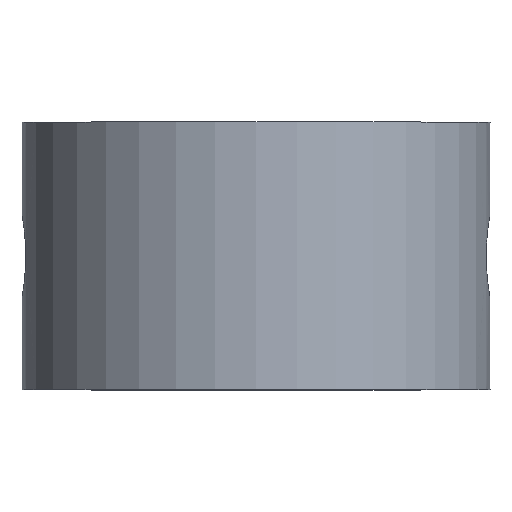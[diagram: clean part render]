
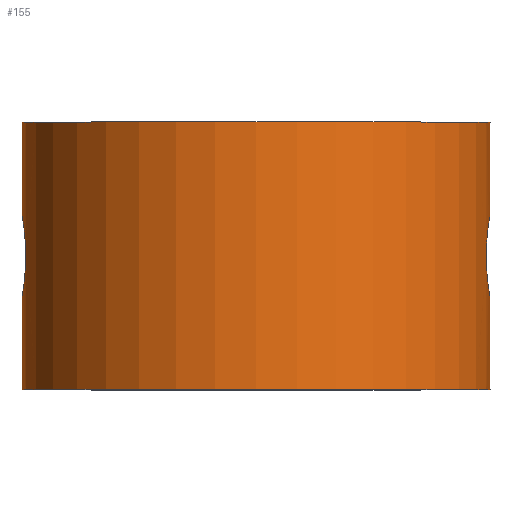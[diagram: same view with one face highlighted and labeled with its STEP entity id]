
A CAD part, top view. The second image highlights one B-rep face of the part: STEP entity #155.
In plain terms, the highlighted cylindrical face has radius 17.5 mm (diameter 35 mm), a full revolution.
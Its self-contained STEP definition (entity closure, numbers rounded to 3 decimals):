
#17=FACE_BOUND('',#38,.T.);
#19=CIRCLE('',#174,17.5);
#22=CIRCLE('',#179,17.5);
#29=FACE_OUTER_BOUND('',#37,.T.);
#37=EDGE_LOOP('',(#133,#134,#135,#136,#137,#138,#139,#140,#141,#142));
#38=EDGE_LOOP('',(#143,#144));
#45=LINE('',#391,#51);
#46=LINE('',#392,#52);
#51=VECTOR('',#205,17.5);
#52=VECTOR('',#206,17.5);
#53=B_SPLINE_CURVE_WITH_KNOTS('',3,(#213,#214,#215,#216,#217,#218,#219,
#220,#221,#222),.UNSPECIFIED.,.F.,.F.,(4,2,2,2,4),(0.,0.117,
0.234,0.351,0.468),.UNSPECIFIED.);
#54=B_SPLINE_CURVE_WITH_KNOTS('',3,(#224,#225,#226,#227,#228,#229,#230,
#231,#232,#233),.UNSPECIFIED.,.F.,.F.,(4,2,2,2,4),(1.404,1.522,
1.639,1.756,1.873),.UNSPECIFIED.);
#55=B_SPLINE_CURVE_WITH_KNOTS('',3,(#235,#236,#237,#238,#239,#240,#241,
#242,#243,#244),.UNSPECIFIED.,.F.,.F.,(4,2,2,2,4),(0.936,1.053,
1.17,1.287,1.404),.UNSPECIFIED.);
#60=B_SPLINE_CURVE_WITH_KNOTS('',3,(#290,#291,#292,#293,#294,#295,#296,
#297,#298,#299),.UNSPECIFIED.,.F.,.F.,(4,2,2,2,4),(0.468,0.585,
0.702,0.819,0.936),.UNSPECIFIED.);
#63=B_SPLINE_CURVE_WITH_KNOTS('',3,(#342,#343,#344,#345,#346,#347,#348,
#349,#350,#351,#352,#353,#354,#355,#356,#357,#358,#359),.UNSPECIFIED.,.F.,
 .F.,(4,2,2,2,2,2,2,2,4),(0.,0.117,0.234,0.351,
0.468,0.585,0.702,0.819,
0.936),.UNSPECIFIED.);
#64=B_SPLINE_CURVE_WITH_KNOTS('',3,(#360,#361,#362,#363,#364,#365,#366,
#367,#368,#369,#370,#371,#372,#373,#374,#375,#376,#377),.UNSPECIFIED.,.F.,
 .F.,(4,2,2,2,2,2,2,2,4),(0.936,1.053,1.17,
1.287,1.404,1.522,1.639,1.756,
1.873),.UNSPECIFIED.);
#65=VERTEX_POINT('',#211);
#66=VERTEX_POINT('',#212);
#67=VERTEX_POINT('',#223);
#68=VERTEX_POINT('',#234);
#75=VERTEX_POINT('',#339);
#76=VERTEX_POINT('',#341);
#77=VERTEX_POINT('',#379);
#80=VERTEX_POINT('',#389);
#81=EDGE_CURVE('',#65,#66,#53,.T.);
#82=EDGE_CURVE('',#67,#65,#54,.T.);
#83=EDGE_CURVE('',#68,#67,#55,.T.);
#89=EDGE_CURVE('',#66,#68,#60,.T.);
#93=EDGE_CURVE('',#76,#75,#63,.T.);
#94=EDGE_CURVE('',#75,#76,#64,.T.);
#95=EDGE_CURVE('',#77,#77,#19,.T.);
#100=EDGE_CURVE('',#80,#80,#22,.T.);
#101=EDGE_CURVE('',#80,#66,#45,.T.);
#102=EDGE_CURVE('',#67,#77,#46,.T.);
#133=ORIENTED_EDGE('',*,*,#100,.F.);
#134=ORIENTED_EDGE('',*,*,#101,.T.);
#135=ORIENTED_EDGE('',*,*,#89,.T.);
#136=ORIENTED_EDGE('',*,*,#83,.T.);
#137=ORIENTED_EDGE('',*,*,#102,.T.);
#138=ORIENTED_EDGE('',*,*,#95,.F.);
#139=ORIENTED_EDGE('',*,*,#102,.F.);
#140=ORIENTED_EDGE('',*,*,#82,.T.);
#141=ORIENTED_EDGE('',*,*,#81,.T.);
#142=ORIENTED_EDGE('',*,*,#101,.F.);
#143=ORIENTED_EDGE('',*,*,#93,.T.);
#144=ORIENTED_EDGE('',*,*,#94,.T.);
#150=CYLINDRICAL_SURFACE('',#178,17.5);
#155=ADVANCED_FACE('',(#29,#17),#150,.T.);
#174=AXIS2_PLACEMENT_3D('',#380,#191,#192);
#178=AXIS2_PLACEMENT_3D('',#388,#201,#202);
#179=AXIS2_PLACEMENT_3D('',#390,#203,#204);
#191=DIRECTION('center_axis',(0.,-1.,0.));
#192=DIRECTION('ref_axis',(1.,0.,0.));
#201=DIRECTION('center_axis',(0.,1.,0.));
#202=DIRECTION('ref_axis',(1.,0.,0.));
#203=DIRECTION('center_axis',(0.,1.,0.));
#204=DIRECTION('ref_axis',(1.,0.,0.));
#205=DIRECTION('',(0.,-1.,0.));
#206=DIRECTION('',(0.,-1.,0.));
#211=CARTESIAN_POINT('',(-17.223,-17.5,-3.1));
#212=CARTESIAN_POINT('',(-17.5,-14.4,0.));
#213=CARTESIAN_POINT('Ctrl Pts',(-17.223,-17.5,-3.1));
#214=CARTESIAN_POINT('Ctrl Pts',(-17.223,-17.11,-3.1));
#215=CARTESIAN_POINT('Ctrl Pts',(-17.238,-16.694,-3.022));
#216=CARTESIAN_POINT('Ctrl Pts',(-17.29,-15.931,-2.705));
#217=CARTESIAN_POINT('Ctrl Pts',(-17.327,-15.583,-2.467));
#218=CARTESIAN_POINT('Ctrl Pts',(-17.397,-15.033,-1.917));
#219=CARTESIAN_POINT('Ctrl Pts',(-17.434,-14.795,-1.569));
#220=CARTESIAN_POINT('Ctrl Pts',(-17.486,-14.478,-0.806));
#221=CARTESIAN_POINT('Ctrl Pts',(-17.5,-14.4,-0.39));
#222=CARTESIAN_POINT('Ctrl Pts',(-17.5,-14.4,0.));
#223=CARTESIAN_POINT('',(-17.5,-20.6,0.));
#224=CARTESIAN_POINT('Ctrl Pts',(-17.5,-20.6,0.));
#225=CARTESIAN_POINT('Ctrl Pts',(-17.5,-20.6,-0.39));
#226=CARTESIAN_POINT('Ctrl Pts',(-17.486,-20.522,-0.806));
#227=CARTESIAN_POINT('Ctrl Pts',(-17.434,-20.205,-1.569));
#228=CARTESIAN_POINT('Ctrl Pts',(-17.397,-19.967,-1.917));
#229=CARTESIAN_POINT('Ctrl Pts',(-17.327,-19.417,-2.467));
#230=CARTESIAN_POINT('Ctrl Pts',(-17.29,-19.069,-2.705));
#231=CARTESIAN_POINT('Ctrl Pts',(-17.238,-18.306,-3.022));
#232=CARTESIAN_POINT('Ctrl Pts',(-17.223,-17.89,-3.1));
#233=CARTESIAN_POINT('Ctrl Pts',(-17.223,-17.5,-3.1));
#234=CARTESIAN_POINT('',(-17.223,-17.5,3.1));
#235=CARTESIAN_POINT('Ctrl Pts',(-17.223,-17.5,3.1));
#236=CARTESIAN_POINT('Ctrl Pts',(-17.223,-17.89,3.1));
#237=CARTESIAN_POINT('Ctrl Pts',(-17.238,-18.306,3.022));
#238=CARTESIAN_POINT('Ctrl Pts',(-17.29,-19.069,2.705));
#239=CARTESIAN_POINT('Ctrl Pts',(-17.327,-19.417,2.467));
#240=CARTESIAN_POINT('Ctrl Pts',(-17.397,-19.967,1.917));
#241=CARTESIAN_POINT('Ctrl Pts',(-17.434,-20.205,1.569));
#242=CARTESIAN_POINT('Ctrl Pts',(-17.486,-20.522,0.806));
#243=CARTESIAN_POINT('Ctrl Pts',(-17.5,-20.6,0.39));
#244=CARTESIAN_POINT('Ctrl Pts',(-17.5,-20.6,0.));
#290=CARTESIAN_POINT('Ctrl Pts',(-17.5,-14.4,0.));
#291=CARTESIAN_POINT('Ctrl Pts',(-17.5,-14.4,0.39));
#292=CARTESIAN_POINT('Ctrl Pts',(-17.486,-14.478,0.806));
#293=CARTESIAN_POINT('Ctrl Pts',(-17.434,-14.795,1.569));
#294=CARTESIAN_POINT('Ctrl Pts',(-17.397,-15.033,1.917));
#295=CARTESIAN_POINT('Ctrl Pts',(-17.327,-15.583,2.467));
#296=CARTESIAN_POINT('Ctrl Pts',(-17.29,-15.931,2.705));
#297=CARTESIAN_POINT('Ctrl Pts',(-17.238,-16.694,3.022));
#298=CARTESIAN_POINT('Ctrl Pts',(-17.223,-17.11,3.1));
#299=CARTESIAN_POINT('Ctrl Pts',(-17.223,-17.5,3.1));
#339=CARTESIAN_POINT('',(17.223,-17.5,3.1));
#341=CARTESIAN_POINT('',(17.223,-17.5,-3.1));
#342=CARTESIAN_POINT('Ctrl Pts',(17.223,-17.5,-3.1));
#343=CARTESIAN_POINT('Ctrl Pts',(17.223,-17.89,-3.1));
#344=CARTESIAN_POINT('Ctrl Pts',(17.238,-18.306,-3.022));
#345=CARTESIAN_POINT('Ctrl Pts',(17.29,-19.069,-2.705));
#346=CARTESIAN_POINT('Ctrl Pts',(17.327,-19.417,-2.467));
#347=CARTESIAN_POINT('Ctrl Pts',(17.397,-19.967,-1.917));
#348=CARTESIAN_POINT('Ctrl Pts',(17.434,-20.205,-1.569));
#349=CARTESIAN_POINT('Ctrl Pts',(17.486,-20.522,-0.806));
#350=CARTESIAN_POINT('Ctrl Pts',(17.5,-20.6,-0.39));
#351=CARTESIAN_POINT('Ctrl Pts',(17.5,-20.6,0.39));
#352=CARTESIAN_POINT('Ctrl Pts',(17.486,-20.522,0.806));
#353=CARTESIAN_POINT('Ctrl Pts',(17.434,-20.205,1.569));
#354=CARTESIAN_POINT('Ctrl Pts',(17.397,-19.967,1.917));
#355=CARTESIAN_POINT('Ctrl Pts',(17.327,-19.417,2.467));
#356=CARTESIAN_POINT('Ctrl Pts',(17.29,-19.069,2.705));
#357=CARTESIAN_POINT('Ctrl Pts',(17.238,-18.306,3.022));
#358=CARTESIAN_POINT('Ctrl Pts',(17.223,-17.89,3.1));
#359=CARTESIAN_POINT('Ctrl Pts',(17.223,-17.5,3.1));
#360=CARTESIAN_POINT('Ctrl Pts',(17.223,-17.5,3.1));
#361=CARTESIAN_POINT('Ctrl Pts',(17.223,-17.11,3.1));
#362=CARTESIAN_POINT('Ctrl Pts',(17.238,-16.694,3.022));
#363=CARTESIAN_POINT('Ctrl Pts',(17.29,-15.931,2.705));
#364=CARTESIAN_POINT('Ctrl Pts',(17.327,-15.583,2.467));
#365=CARTESIAN_POINT('Ctrl Pts',(17.397,-15.033,1.917));
#366=CARTESIAN_POINT('Ctrl Pts',(17.434,-14.795,1.569));
#367=CARTESIAN_POINT('Ctrl Pts',(17.486,-14.478,0.806));
#368=CARTESIAN_POINT('Ctrl Pts',(17.5,-14.4,0.39));
#369=CARTESIAN_POINT('Ctrl Pts',(17.5,-14.4,-0.39));
#370=CARTESIAN_POINT('Ctrl Pts',(17.486,-14.478,-0.806));
#371=CARTESIAN_POINT('Ctrl Pts',(17.434,-14.795,-1.569));
#372=CARTESIAN_POINT('Ctrl Pts',(17.397,-15.033,-1.917));
#373=CARTESIAN_POINT('Ctrl Pts',(17.327,-15.583,-2.467));
#374=CARTESIAN_POINT('Ctrl Pts',(17.29,-15.931,-2.705));
#375=CARTESIAN_POINT('Ctrl Pts',(17.238,-16.694,-3.022));
#376=CARTESIAN_POINT('Ctrl Pts',(17.223,-17.11,-3.1));
#377=CARTESIAN_POINT('Ctrl Pts',(17.223,-17.5,-3.1));
#379=CARTESIAN_POINT('',(-17.5,-27.5,0.));
#380=CARTESIAN_POINT('Origin',(0.,-27.5,0.));
#388=CARTESIAN_POINT('Origin',(0.,-17.5,0.));
#389=CARTESIAN_POINT('',(-17.5,-7.5,0.));
#390=CARTESIAN_POINT('Origin',(0.,-7.5,0.));
#391=CARTESIAN_POINT('',(-17.5,-17.5,0.));
#392=CARTESIAN_POINT('',(-17.5,-17.5,0.));
